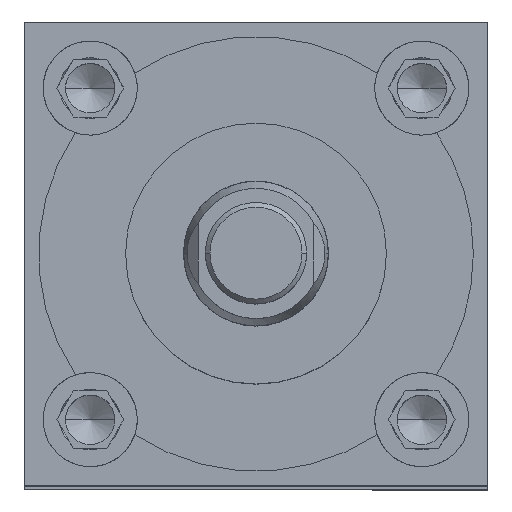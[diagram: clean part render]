
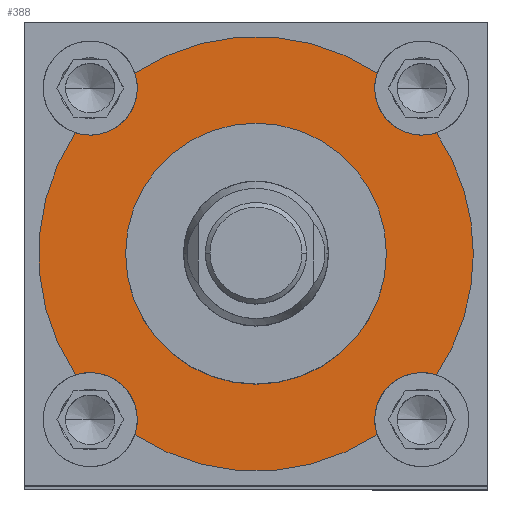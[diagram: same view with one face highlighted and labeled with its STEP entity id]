
A CAD part, top view. The second image highlights one B-rep face of the part: STEP entity #388.
In plain terms, the highlighted planar face has unit normal (0, 0, 1).
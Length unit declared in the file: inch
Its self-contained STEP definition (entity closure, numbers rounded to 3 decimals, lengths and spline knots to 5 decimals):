
#27 = DIRECTION ( 'NONE',  ( 0., 0., 1. ) ) ;
#28 = AXIS2_PLACEMENT_3D ( 'NONE', #5269, #1422, #5303 ) ;
#30 = ORIENTED_EDGE ( 'NONE', *, *, #3060, .F. ) ;
#104 = ORIENTED_EDGE ( 'NONE', *, *, #2382, .T. ) ;
#120 = VERTEX_POINT ( 'NONE', #4609 ) ;
#143 = ORIENTED_EDGE ( 'NONE', *, *, #1979, .F. ) ;
#209 = CARTESIAN_POINT ( 'NONE',  ( -0.715, 0.715, 10.62 ) ) ;
#230 = DIRECTION ( 'NONE',  ( 1., 0., 0. ) ) ;
#241 = DIRECTION ( 'NONE',  ( 0., 0., 1. ) ) ;
#297 = AXIS2_PLACEMENT_3D ( 'NONE', #4121, #5857, #230 ) ;
#299 = CIRCLE ( 'NONE', #2888, 0.203 ) ;
#335 = VERTEX_POINT ( 'NONE', #3853 ) ;
#388 = ADVANCED_FACE ( 'NONE', ( #4101, #5243 ), #1326, .T. ) ;
#462 = CARTESIAN_POINT ( 'NONE',  ( 0., 0., 10.62 ) ) ;
#534 = AXIS2_PLACEMENT_3D ( 'NONE', #3249, #4469, #6019 ) ;
#596 = VERTEX_POINT ( 'NONE', #1937 ) ;
#632 = CARTESIAN_POINT ( 'NONE',  ( -0.715, -0.715, 10.62 ) ) ;
#686 = VERTEX_POINT ( 'NONE', #4760 ) ;
#768 = DIRECTION ( 'NONE',  ( 0., 0., 1. ) ) ;
#842 = VERTEX_POINT ( 'NONE', #4451 ) ;
#969 = CARTESIAN_POINT ( 'NONE',  ( -0.52222, -0.77859, 10.62 ) ) ;
#978 = CARTESIAN_POINT ( 'NONE',  ( 0.52222, -0.77859, 10.62 ) ) ;
#1013 = ORIENTED_EDGE ( 'NONE', *, *, #6463, .T. ) ;
#1056 = AXIS2_PLACEMENT_3D ( 'NONE', #2724, #6132, #6712 ) ;
#1092 = VERTEX_POINT ( 'NONE', #4224 ) ;
#1128 = AXIS2_PLACEMENT_3D ( 'NONE', #5832, #4702, #4657 ) ;
#1171 = DIRECTION ( 'NONE',  ( 1., 0., 0. ) ) ;
#1221 = CIRCLE ( 'NONE', #5698, 0.203 ) ;
#1258 = CARTESIAN_POINT ( 'NONE',  ( -0.512, 0.715, 10.62 ) ) ;
#1284 = AXIS2_PLACEMENT_3D ( 'NONE', #632, #27, #2285 ) ;
#1326 = PLANE ( 'NONE',  #1128 ) ;
#1361 = ORIENTED_EDGE ( 'NONE', *, *, #4100, .T. ) ;
#1366 = DIRECTION ( 'NONE',  ( 1., 0., 0. ) ) ;
#1371 = CIRCLE ( 'NONE', #297, 0.203 ) ;
#1422 = DIRECTION ( 'NONE',  ( 0., 0., 1. ) ) ;
#1426 = VERTEX_POINT ( 'NONE', #1258 ) ;
#1517 = VERTEX_POINT ( 'NONE', #4814 ) ;
#1882 = ORIENTED_EDGE ( 'NONE', *, *, #5629, .F. ) ;
#1937 = CARTESIAN_POINT ( 'NONE',  ( 0.77859, -0.52222, 10.62 ) ) ;
#1976 = AXIS2_PLACEMENT_3D ( 'NONE', #6725, #2124, #5014 ) ;
#1979 = EDGE_CURVE ( 'NONE', #686, #1426, #4213, .T. ) ;
#2124 = DIRECTION ( 'NONE',  ( 0., 0., 1. ) ) ;
#2235 = EDGE_CURVE ( 'NONE', #5700, #6975, #3396, .T. ) ;
#2243 = CARTESIAN_POINT ( 'NONE',  ( -0.715, 0.715, 10.62 ) ) ;
#2285 = DIRECTION ( 'NONE',  ( 1., 0., 0. ) ) ;
#2346 = VERTEX_POINT ( 'NONE', #978 ) ;
#2352 = DIRECTION ( 'NONE',  ( 0., 0., 1. ) ) ;
#2382 = EDGE_CURVE ( 'NONE', #5700, #2346, #3639, .T. ) ;
#2419 = EDGE_CURVE ( 'NONE', #596, #120, #6924, .T. ) ;
#2421 = AXIS2_PLACEMENT_3D ( 'NONE', #6855, #2352, #5799 ) ;
#2499 = AXIS2_PLACEMENT_3D ( 'NONE', #5218, #3480, #6910 ) ;
#2533 = CIRCLE ( 'NONE', #2645, 0.9375 ) ;
#2557 = AXIS2_PLACEMENT_3D ( 'NONE', #462, #6179, #5626 ) ;
#2645 = AXIS2_PLACEMENT_3D ( 'NONE', #5882, #3588, #4282 ) ;
#2722 = EDGE_CURVE ( 'NONE', #842, #335, #2935, .T. ) ;
#2724 = CARTESIAN_POINT ( 'NONE',  ( 0., 0., 10.62 ) ) ;
#2735 = CARTESIAN_POINT ( 'NONE',  ( -0.77859, -0.52222, 10.62 ) ) ;
#2748 = CIRCLE ( 'NONE', #28, 0.5625 ) ;
#2808 = ORIENTED_EDGE ( 'NONE', *, *, #2235, .F. ) ;
#2888 = AXIS2_PLACEMENT_3D ( 'NONE', #4985, #5599, #7228 ) ;
#2935 = CIRCLE ( 'NONE', #1056, 0.5625 ) ;
#2969 = EDGE_CURVE ( 'NONE', #596, #1517, #2533, .T. ) ;
#3060 = EDGE_CURVE ( 'NONE', #6685, #6863, #299, .T. ) ;
#3087 = EDGE_LOOP ( 'NONE', ( #4453, #4973, #5529, #7213, #30, #1013, #3229, #143, #1361, #5820, #2808, #104, #7178 ) ) ;
#3104 = CIRCLE ( 'NONE', #6165, 0.9375 ) ;
#3154 = EDGE_CURVE ( 'NONE', #1517, #3893, #3733, .T. ) ;
#3229 = ORIENTED_EDGE ( 'NONE', *, *, #4646, .F. ) ;
#3249 = CARTESIAN_POINT ( 'NONE',  ( 0., 0., 10.62 ) ) ;
#3396 = CIRCLE ( 'NONE', #1284, 0.203 ) ;
#3480 = DIRECTION ( 'NONE',  ( 0., 0., 1. ) ) ;
#3495 = AXIS2_PLACEMENT_3D ( 'NONE', #2243, #7279, #5183 ) ;
#3588 = DIRECTION ( 'NONE',  ( 0., 0., 1. ) ) ;
#3628 = CARTESIAN_POINT ( 'NONE',  ( 0., 0., 10.62 ) ) ;
#3639 = CIRCLE ( 'NONE', #2557, 0.9375 ) ;
#3703 = EDGE_CURVE ( 'NONE', #120, #2346, #1371, .T. ) ;
#3733 = CIRCLE ( 'NONE', #534, 0.9375 ) ;
#3853 = CARTESIAN_POINT ( 'NONE',  ( 0.5625, 0., 10.62 ) ) ;
#3893 = VERTEX_POINT ( 'NONE', #7064 ) ;
#4100 = EDGE_CURVE ( 'NONE', #686, #5265, #6191, .T. ) ;
#4101 = FACE_OUTER_BOUND ( 'NONE', #3087, .T. ) ;
#4121 = CARTESIAN_POINT ( 'NONE',  ( 0.715, -0.715, 10.62 ) ) ;
#4174 = DIRECTION ( 'NONE',  ( 1., 0., 0. ) ) ;
#4213 = CIRCLE ( 'NONE', #4566, 0.203 ) ;
#4224 = CARTESIAN_POINT ( 'NONE',  ( -0.52222, 0.77859, 10.62 ) ) ;
#4282 = DIRECTION ( 'NONE',  ( 1., 0., 0. ) ) ;
#4451 = CARTESIAN_POINT ( 'NONE',  ( -0.5625, 0., 10.62 ) ) ;
#4453 = ORIENTED_EDGE ( 'NONE', *, *, #2419, .F. ) ;
#4469 = DIRECTION ( 'NONE',  ( 0., 0., 1. ) ) ;
#4499 = CARTESIAN_POINT ( 'NONE',  ( 0.52222, 0.77859, 10.62 ) ) ;
#4566 = AXIS2_PLACEMENT_3D ( 'NONE', #209, #241, #1366 ) ;
#4609 = CARTESIAN_POINT ( 'NONE',  ( 0.512, -0.715, 10.62 ) ) ;
#4646 = EDGE_CURVE ( 'NONE', #1426, #1092, #6332, .T. ) ;
#4657 = DIRECTION ( 'NONE',  ( 1., 0., 0. ) ) ;
#4702 = DIRECTION ( 'NONE',  ( 0., 0., 1. ) ) ;
#4760 = CARTESIAN_POINT ( 'NONE',  ( -0.77859, 0.52222, 10.62 ) ) ;
#4814 = CARTESIAN_POINT ( 'NONE',  ( 0.9375, 0., 10.62 ) ) ;
#4973 = ORIENTED_EDGE ( 'NONE', *, *, #2969, .T. ) ;
#4985 = CARTESIAN_POINT ( 'NONE',  ( 0.715, 0.715, 10.62 ) ) ;
#5014 = DIRECTION ( 'NONE',  ( 1., 0., 0. ) ) ;
#5090 = DIRECTION ( 'NONE',  ( 0., 0., 1. ) ) ;
#5183 = DIRECTION ( 'NONE',  ( 1., 0., 0. ) ) ;
#5218 = CARTESIAN_POINT ( 'NONE',  ( 0.715, 0.715, 10.62 ) ) ;
#5243 = FACE_BOUND ( 'NONE', #5686, .T. ) ;
#5265 = VERTEX_POINT ( 'NONE', #2735 ) ;
#5269 = CARTESIAN_POINT ( 'NONE',  ( 0., 0., 10.62 ) ) ;
#5279 = CARTESIAN_POINT ( 'NONE',  ( 0.512, 0.715, 10.62 ) ) ;
#5303 = DIRECTION ( 'NONE',  ( 1., 0., 0. ) ) ;
#5529 = ORIENTED_EDGE ( 'NONE', *, *, #3154, .T. ) ;
#5599 = DIRECTION ( 'NONE',  ( 0., 0., 1. ) ) ;
#5626 = DIRECTION ( 'NONE',  ( 1., 0., 0. ) ) ;
#5629 = EDGE_CURVE ( 'NONE', #335, #842, #2748, .T. ) ;
#5686 = EDGE_LOOP ( 'NONE', ( #6075, #1882 ) ) ;
#5698 = AXIS2_PLACEMENT_3D ( 'NONE', #6149, #5090, #1171 ) ;
#5700 = VERTEX_POINT ( 'NONE', #969 ) ;
#5799 = DIRECTION ( 'NONE',  ( 1., 0., 0. ) ) ;
#5820 = ORIENTED_EDGE ( 'NONE', *, *, #6709, .F. ) ;
#5832 = CARTESIAN_POINT ( 'NONE',  ( 0., 0., 10.62 ) ) ;
#5857 = DIRECTION ( 'NONE',  ( 0., 0., 1. ) ) ;
#5882 = CARTESIAN_POINT ( 'NONE',  ( 0., 0., 10.62 ) ) ;
#6019 = DIRECTION ( 'NONE',  ( 1., 0., 0. ) ) ;
#6075 = ORIENTED_EDGE ( 'NONE', *, *, #2722, .F. ) ;
#6132 = DIRECTION ( 'NONE',  ( 0., 0., 1. ) ) ;
#6149 = CARTESIAN_POINT ( 'NONE',  ( -0.715, -0.715, 10.62 ) ) ;
#6165 = AXIS2_PLACEMENT_3D ( 'NONE', #3628, #768, #4174 ) ;
#6179 = DIRECTION ( 'NONE',  ( 0., 0., 1. ) ) ;
#6191 = CIRCLE ( 'NONE', #2421, 0.9375 ) ;
#6332 = CIRCLE ( 'NONE', #3495, 0.203 ) ;
#6398 = CIRCLE ( 'NONE', #2499, 0.203 ) ;
#6463 = EDGE_CURVE ( 'NONE', #6685, #1092, #3104, .T. ) ;
#6685 = VERTEX_POINT ( 'NONE', #4499 ) ;
#6709 = EDGE_CURVE ( 'NONE', #6975, #5265, #1221, .T. ) ;
#6712 = DIRECTION ( 'NONE',  ( 1., 0., 0. ) ) ;
#6725 = CARTESIAN_POINT ( 'NONE',  ( 0.715, -0.715, 10.62 ) ) ;
#6855 = CARTESIAN_POINT ( 'NONE',  ( 0., 0., 10.62 ) ) ;
#6863 = VERTEX_POINT ( 'NONE', #5279 ) ;
#6910 = DIRECTION ( 'NONE',  ( 1., 0., 0. ) ) ;
#6924 = CIRCLE ( 'NONE', #1976, 0.203 ) ;
#6975 = VERTEX_POINT ( 'NONE', #7076 ) ;
#7064 = CARTESIAN_POINT ( 'NONE',  ( 0.77859, 0.52222, 10.62 ) ) ;
#7076 = CARTESIAN_POINT ( 'NONE',  ( -0.512, -0.715, 10.62 ) ) ;
#7114 = EDGE_CURVE ( 'NONE', #6863, #3893, #6398, .T. ) ;
#7178 = ORIENTED_EDGE ( 'NONE', *, *, #3703, .F. ) ;
#7213 = ORIENTED_EDGE ( 'NONE', *, *, #7114, .F. ) ;
#7228 = DIRECTION ( 'NONE',  ( 1., 0., 0. ) ) ;
#7279 = DIRECTION ( 'NONE',  ( 0., 0., 1. ) ) ;
